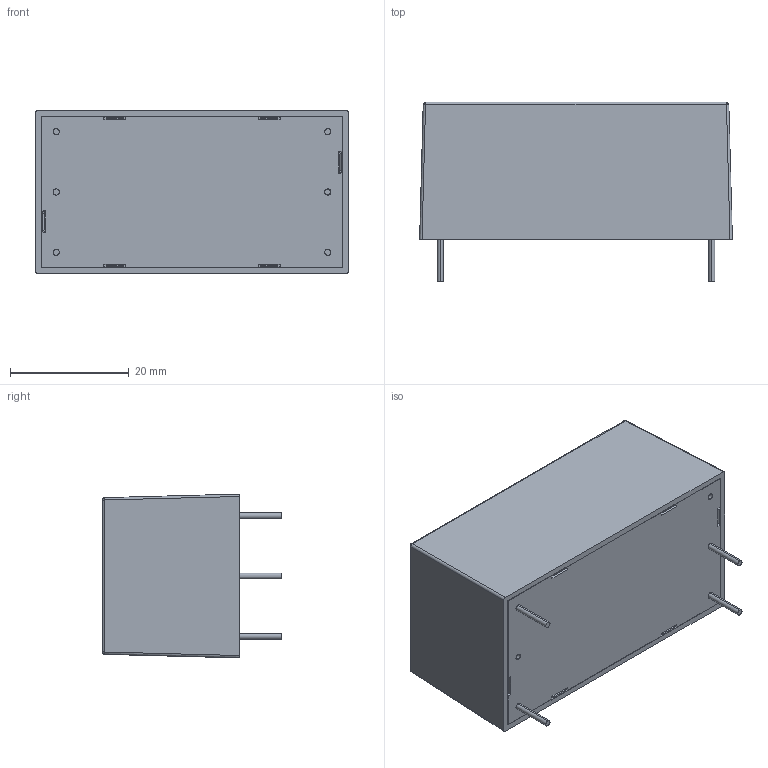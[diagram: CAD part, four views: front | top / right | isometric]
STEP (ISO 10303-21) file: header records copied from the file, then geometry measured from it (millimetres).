
FILE_DESCRIPTION(('FreeCAD Model'),'2;1');
FILE_NAME('RAC20-SK_3D_20190724.step','2019-07-24T10:43:54',('Author'),('') ,'Open CASCADE STEP processor 7.3','FreeCAD','Unknown');
FILE_SCHEMA(('AUTOMOTIVE_DESIGN { 1 0 10303 214 1 1 1 1 }'));
Length unit declared in the file: millimetre
Products named in the file (7): RAC20-SK_case; RAC20-SK_baseplate; RAC20-SK_PCB; RAC20-SK_pin1(VAC_in_L); RAC20-SK_pin5(+Vout); RAC20-SK_pin4(-Vout); RAC20-SK_pin1(VAC_in_N)
Bounding box: 52.7 x 30.23 x 27.6 mm (x, y, z)
Volume: 10997.3 mm3; surface area: 16275.2 mm2
Topology: 7 solids, 7 shells, 298 faces, 785 edges, 512 vertices
Faces by surface type: plane 191, cylinder 67, bspline 28, cone 12
Entity records: 16257 total; most frequent: CARTESIAN_POINT 9038, ORIENTED_EDGE 1554, DIRECTION 1319, EDGE_CURVE 777, LINE 537, VECTOR 537, VERTEX_POINT 512, AXIS2_PLACEMENT_3D 391
